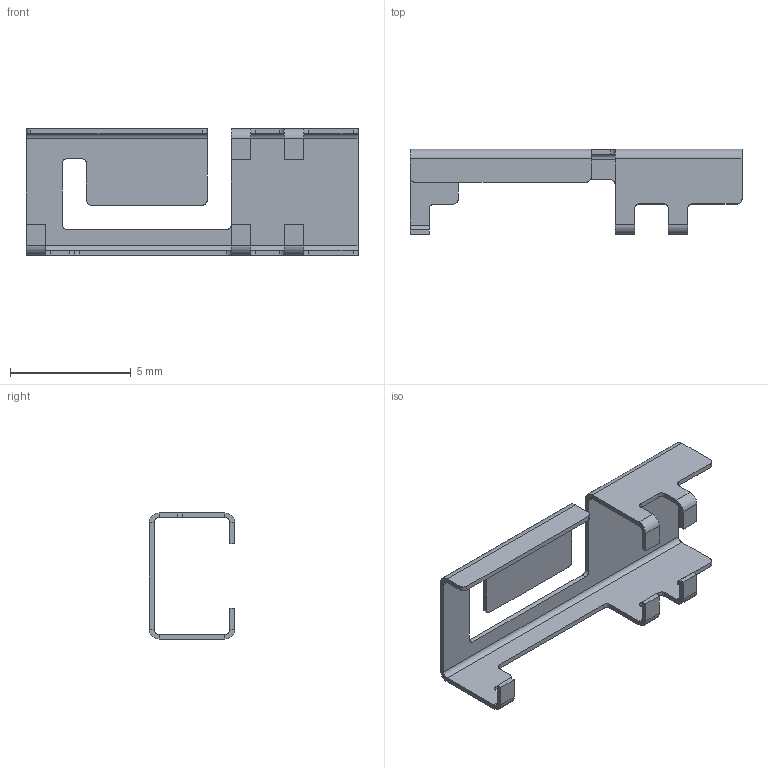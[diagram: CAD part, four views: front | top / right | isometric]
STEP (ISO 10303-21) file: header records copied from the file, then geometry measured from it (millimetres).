
FILE_DESCRIPTION (( 'STEP AP214' ), '1' );
FILE_NAME ('PRO-OB-440.STEP', '2018-10-06T12:50:00', ( '' ), ( '' ), 'SwSTEP 2.0', 'SolidWorks 2017', '' );
FILE_SCHEMA (( 'AUTOMOTIVE_DESIGN' ));
Length unit declared in the file: millimetre
Products named in the file (1): PRO-OB-440
Bounding box: 13.75 x 3.53 x 5.23 mm (x, y, z)
Volume: 21.3 mm3; surface area: 232.2 mm2
Topology: 1 solids, 1 shells, 116 faces, 278 edges, 164 vertices
Faces by surface type: plane 80, cylinder 36
Entity records: 3316 total; most frequent: DIRECTION 584, CARTESIAN_POINT 559, ORIENTED_EDGE 556, EDGE_CURVE 278, LINE 206, VECTOR 206, AXIS2_PLACEMENT_3D 189, VERTEX_POINT 164
